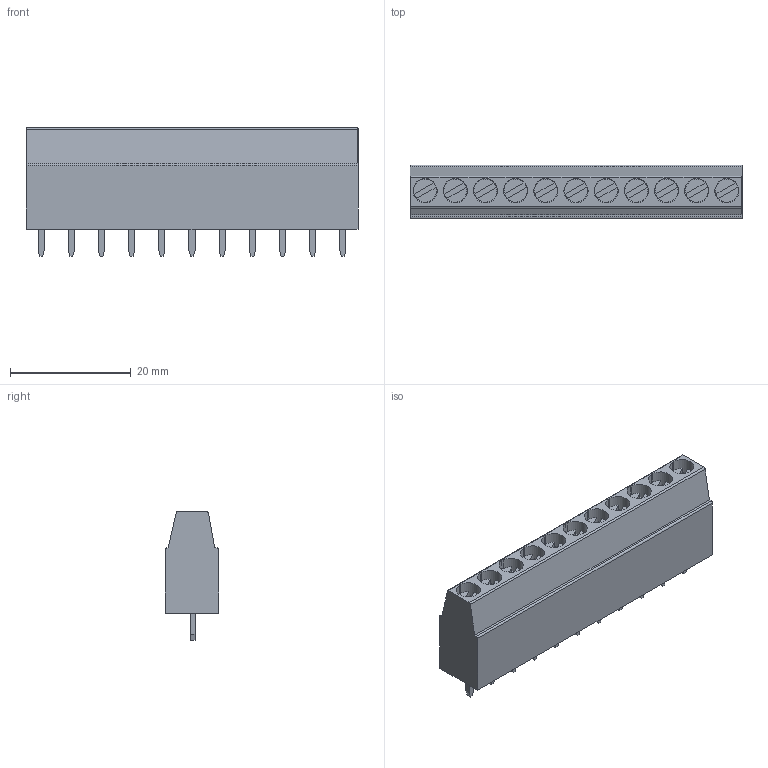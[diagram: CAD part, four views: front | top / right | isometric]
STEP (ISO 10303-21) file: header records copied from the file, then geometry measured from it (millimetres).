
FILE_DESCRIPTION( ( 'STEP AP214' ), '1' );
FILE_NAME( ' ', ' ', ( ' ' ), ( ' ' ), 'PSStep 11.0', 'VISI 17.0', ' ' );
FILE_SCHEMA( ( 'AUTOMOTIVE_DESIGN { 1 0 10303 214 1 1 1 1 }' ) );
Length unit declared in the file: millimetre
Products named in the file (1): 1
Bounding box: 55 x 8.9 x 21.3 mm (x, y, z)
Volume: 6411.9 mm3; surface area: 4938.7 mm2
Topology: 1 solids, 1 shells, 385 faces, 988 edges, 660 vertices
Faces by surface type: plane 326, cylinder 48, cone 11
Full cylindrical faces by diameter (mm): 2.6 x11, 2.85 x11, 3.8 x11
Entity records: 14155 total; most frequent: CARTESIAN_POINT 1944, ORIENTED_EDGE 1822, DIRECTION 1818, EDGE_CURVE 911, LINE 748, VECTOR 748, VERTEX_POINT 627, AXIS2_PLACEMENT_3D 535
